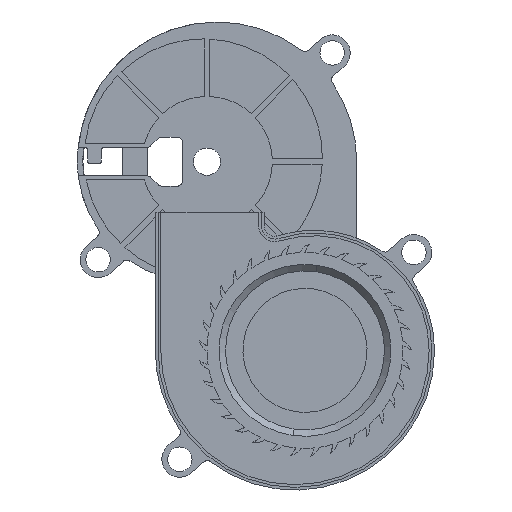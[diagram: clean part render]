
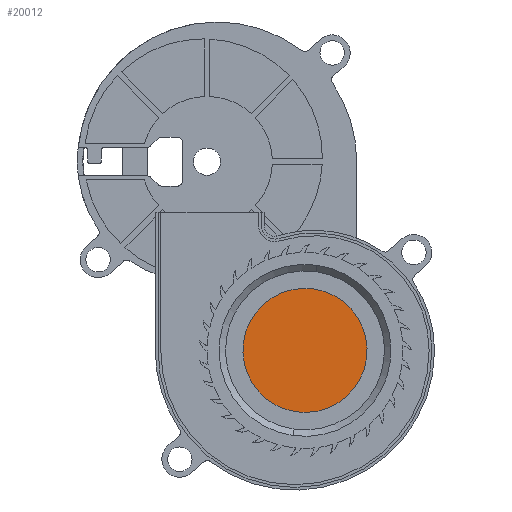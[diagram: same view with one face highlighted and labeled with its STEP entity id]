
A CAD part, front view. The second image highlights one B-rep face of the part: STEP entity #20012.
In plain terms, the highlighted planar face has unit normal (0, -1, 0).
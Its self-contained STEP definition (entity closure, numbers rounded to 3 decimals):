
#48 = VERTEX_POINT('',#49);
#49 = CARTESIAN_POINT('',(0.,9.7,-11.4));
#58 = CYLINDRICAL_SURFACE('',#59,11.4);
#59 = AXIS2_PLACEMENT_3D('',#60,#61,#62);
#60 = CARTESIAN_POINT('',(0.,9.7,0.));
#61 = DIRECTION('',(-0.,-1.,-0.));
#62 = DIRECTION('',(0.,0.,-1.));
#70 = CYLINDRICAL_SURFACE('',#71,11.4);
#71 = AXIS2_PLACEMENT_3D('',#72,#73,#74);
#72 = CARTESIAN_POINT('',(0.,9.7,0.));
#73 = DIRECTION('',(-0.,-1.,-0.));
#74 = DIRECTION('',(0.,0.,-1.));
#112 = VERTEX_POINT('',#113);
#113 = CARTESIAN_POINT('',(0.,9.7,11.4));
#134 = EDGE_CURVE('',#112,#48,#135,.T.);
#135 = SURFACE_CURVE('',#136,(#141,#148),.PCURVE_S1.);
#136 = CIRCLE('',#137,11.4);
#137 = AXIS2_PLACEMENT_3D('',#138,#139,#140);
#138 = CARTESIAN_POINT('',(0.,9.7,0.));
#139 = DIRECTION('',(0.,-1.,0.));
#140 = DIRECTION('',(0.,0.,-1.));
#141 = PCURVE('',#58,#142);
#142 = DEFINITIONAL_REPRESENTATION('',(#143),#147);
#143 = LINE('',#144,#145);
#144 = CARTESIAN_POINT('',(0.,0.));
#145 = VECTOR('',#146,1.);
#146 = DIRECTION('',(1.,0.));
#147 = ( GEOMETRIC_REPRESENTATION_CONTEXT(2) 
PARAMETRIC_REPRESENTATION_CONTEXT() REPRESENTATION_CONTEXT('2D SPACE',''
  ) );
#148 = PCURVE('',#149,#154);
#149 = PLANE('',#150);
#150 = AXIS2_PLACEMENT_3D('',#151,#152,#153);
#151 = CARTESIAN_POINT('',(0.,9.7,0.));
#152 = DIRECTION('',(0.,-1.,0.));
#153 = DIRECTION('',(0.,-0.,-1.));
#154 = DEFINITIONAL_REPRESENTATION('',(#155),#159);
#155 = CIRCLE('',#156,11.4);
#156 = AXIS2_PLACEMENT_2D('',#157,#158);
#157 = CARTESIAN_POINT('',(0.,0.));
#158 = DIRECTION('',(1.,0.));
#159 = ( GEOMETRIC_REPRESENTATION_CONTEXT(2) 
PARAMETRIC_REPRESENTATION_CONTEXT() REPRESENTATION_CONTEXT('2D SPACE',''
  ) );
#19990 = EDGE_CURVE('',#48,#112,#19991,.T.);
#19991 = SURFACE_CURVE('',#19992,(#19997,#20004),.PCURVE_S1.);
#19992 = CIRCLE('',#19993,11.4);
#19993 = AXIS2_PLACEMENT_3D('',#19994,#19995,#19996);
#19994 = CARTESIAN_POINT('',(0.,9.7,0.));
#19995 = DIRECTION('',(0.,-1.,0.));
#19996 = DIRECTION('',(0.,0.,-1.));
#19997 = PCURVE('',#70,#19998);
#19998 = DEFINITIONAL_REPRESENTATION('',(#19999),#20003);
#19999 = LINE('',#20000,#20001);
#20000 = CARTESIAN_POINT('',(0.,0.));
#20001 = VECTOR('',#20002,1.);
#20002 = DIRECTION('',(1.,0.));
#20003 = ( GEOMETRIC_REPRESENTATION_CONTEXT(2) 
PARAMETRIC_REPRESENTATION_CONTEXT() REPRESENTATION_CONTEXT('2D SPACE',''
  ) );
#20004 = PCURVE('',#149,#20005);
#20005 = DEFINITIONAL_REPRESENTATION('',(#20006),#20010);
#20006 = CIRCLE('',#20007,11.4);
#20007 = AXIS2_PLACEMENT_2D('',#20008,#20009);
#20008 = CARTESIAN_POINT('',(0.,0.));
#20009 = DIRECTION('',(1.,0.));
#20010 = ( GEOMETRIC_REPRESENTATION_CONTEXT(2) 
PARAMETRIC_REPRESENTATION_CONTEXT() REPRESENTATION_CONTEXT('2D SPACE',''
  ) );
#20012 = ADVANCED_FACE('',(#20013),#149,.T.);
#20013 = FACE_BOUND('',#20014,.T.);
#20014 = EDGE_LOOP('',(#20015,#20016));
#20015 = ORIENTED_EDGE('',*,*,#19990,.T.);
#20016 = ORIENTED_EDGE('',*,*,#134,.T.);
